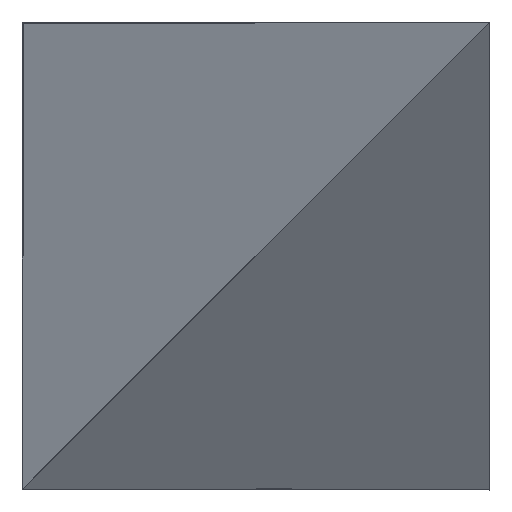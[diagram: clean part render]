
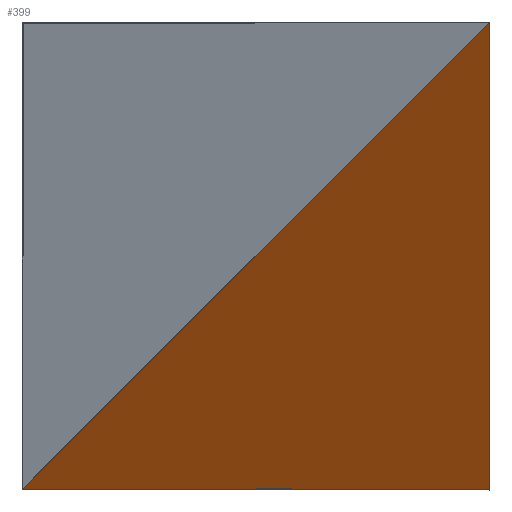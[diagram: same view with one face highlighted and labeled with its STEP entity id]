
A CAD part, top view. The second image highlights one B-rep face of the part: STEP entity #399.
In plain terms, the highlighted planar face has unit normal (0.577, -0.577, 0.577).
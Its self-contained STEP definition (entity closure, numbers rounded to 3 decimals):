
#72 = PLANE('',#73);
#73 = AXIS2_PLACEMENT_3D('',#74,#75,#76);
#74 = CARTESIAN_POINT('',(1.,-1.,-1.));
#75 = DIRECTION('',(0.,-1.,0.));
#76 = DIRECTION('',(-0.707,0.,0.707));
#115 = VERTEX_POINT('',#116);
#116 = CARTESIAN_POINT('',(-1.,-1.,1.01));
#153 = PLANE('',#154);
#154 = AXIS2_PLACEMENT_3D('',#155,#156,#157);
#155 = CARTESIAN_POINT('',(-0.833,-0.792,
    0.968));
#156 = DIRECTION('',(0.577,-0.577,-0.577));
#157 = DIRECTION('',(-0.707,0.,-0.707));
#196 = VERTEX_POINT('',#197);
#197 = CARTESIAN_POINT('',(1.,-1.,-0.99));
#211 = PLANE('',#212);
#212 = AXIS2_PLACEMENT_3D('',#213,#214,#215);
#213 = CARTESIAN_POINT('',(1.,-0.375,-0.375));
#214 = DIRECTION('',(-1.,0.,0.));
#215 = DIRECTION('',(0.,0.707,0.707));
#223 = EDGE_CURVE('',#196,#115,#224,.T.);
#224 = SURFACE_CURVE('',#225,(#229,#236),.PCURVE_S1.);
#225 = LINE('',#226,#227);
#226 = CARTESIAN_POINT('',(1.,-1.,-0.99));
#227 = VECTOR('',#228,1.);
#228 = DIRECTION('',(-0.707,0.,0.707));
#229 = PCURVE('',#72,#230);
#230 = DEFINITIONAL_REPRESENTATION('',(#231),#235);
#231 = LINE('',#232,#233);
#232 = CARTESIAN_POINT('',(0.007,-0.007));
#233 = VECTOR('',#234,1.);
#234 = DIRECTION('',(1.,0.));
#235 = ( GEOMETRIC_REPRESENTATION_CONTEXT(2) 
PARAMETRIC_REPRESENTATION_CONTEXT() REPRESENTATION_CONTEXT('2D SPACE',''
  ) );
#236 = PCURVE('',#237,#242);
#237 = PLANE('',#238);
#238 = AXIS2_PLACEMENT_3D('',#239,#240,#241);
#239 = CARTESIAN_POINT('',(0.958,-0.708,
    -0.657));
#240 = DIRECTION('',(-0.577,0.577,-0.577));
#241 = DIRECTION('',(-0.707,0.,0.707));
#242 = DEFINITIONAL_REPRESENTATION('',(#243),#247);
#243 = LINE('',#244,#245);
#244 = CARTESIAN_POINT('',(-0.265,-0.357));
#245 = VECTOR('',#246,1.);
#246 = DIRECTION('',(1.,0.));
#247 = ( GEOMETRIC_REPRESENTATION_CONTEXT(2) 
PARAMETRIC_REPRESENTATION_CONTEXT() REPRESENTATION_CONTEXT('2D SPACE',''
  ) );
#302 = VERTEX_POINT('',#303);
#303 = CARTESIAN_POINT('',(1.,1.,1.01));
#324 = EDGE_CURVE('',#302,#115,#325,.T.);
#325 = SURFACE_CURVE('',#326,(#330,#337),.PCURVE_S1.);
#326 = LINE('',#327,#328);
#327 = CARTESIAN_POINT('',(1.,1.,1.01));
#328 = VECTOR('',#329,1.);
#329 = DIRECTION('',(-0.707,-0.707,0.));
#330 = PCURVE('',#153,#331);
#331 = DEFINITIONAL_REPRESENTATION('',(#332),#336);
#332 = LINE('',#333,#334);
#333 = CARTESIAN_POINT('',(-1.326,2.194));
#334 = VECTOR('',#335,1.);
#335 = DIRECTION('',(0.5,-0.866));
#336 = ( GEOMETRIC_REPRESENTATION_CONTEXT(2) 
PARAMETRIC_REPRESENTATION_CONTEXT() REPRESENTATION_CONTEXT('2D SPACE',''
  ) );
#337 = PCURVE('',#237,#338);
#338 = DEFINITIONAL_REPRESENTATION('',(#339),#343);
#339 = LINE('',#340,#341);
#340 = CARTESIAN_POINT('',(1.149,2.092));
#341 = VECTOR('',#342,1.);
#342 = DIRECTION('',(0.5,-0.866));
#343 = ( GEOMETRIC_REPRESENTATION_CONTEXT(2) 
PARAMETRIC_REPRESENTATION_CONTEXT() REPRESENTATION_CONTEXT('2D SPACE',''
  ) );
#377 = EDGE_CURVE('',#196,#302,#378,.T.);
#378 = SURFACE_CURVE('',#379,(#383,#390),.PCURVE_S1.);
#379 = LINE('',#380,#381);
#380 = CARTESIAN_POINT('',(1.,-1.,-0.99));
#381 = VECTOR('',#382,1.);
#382 = DIRECTION('',(0.,0.707,0.707));
#383 = PCURVE('',#211,#384);
#384 = DEFINITIONAL_REPRESENTATION('',(#385),#389);
#385 = LINE('',#386,#387);
#386 = CARTESIAN_POINT('',(-0.877,-0.007));
#387 = VECTOR('',#388,1.);
#388 = DIRECTION('',(1.,0.));
#389 = ( GEOMETRIC_REPRESENTATION_CONTEXT(2) 
PARAMETRIC_REPRESENTATION_CONTEXT() REPRESENTATION_CONTEXT('2D SPACE',''
  ) );
#390 = PCURVE('',#237,#391);
#391 = DEFINITIONAL_REPRESENTATION('',(#392),#396);
#392 = LINE('',#393,#394);
#393 = CARTESIAN_POINT('',(-0.265,-0.357));
#394 = VECTOR('',#395,1.);
#395 = DIRECTION('',(0.5,0.866));
#396 = ( GEOMETRIC_REPRESENTATION_CONTEXT(2) 
PARAMETRIC_REPRESENTATION_CONTEXT() REPRESENTATION_CONTEXT('2D SPACE',''
  ) );
#399 = ADVANCED_FACE('',(#400),#237,.F.);
#400 = FACE_BOUND('',#401,.F.);
#401 = EDGE_LOOP('',(#402,#403,#404));
#402 = ORIENTED_EDGE('',*,*,#324,.F.);
#403 = ORIENTED_EDGE('',*,*,#377,.F.);
#404 = ORIENTED_EDGE('',*,*,#223,.T.);
